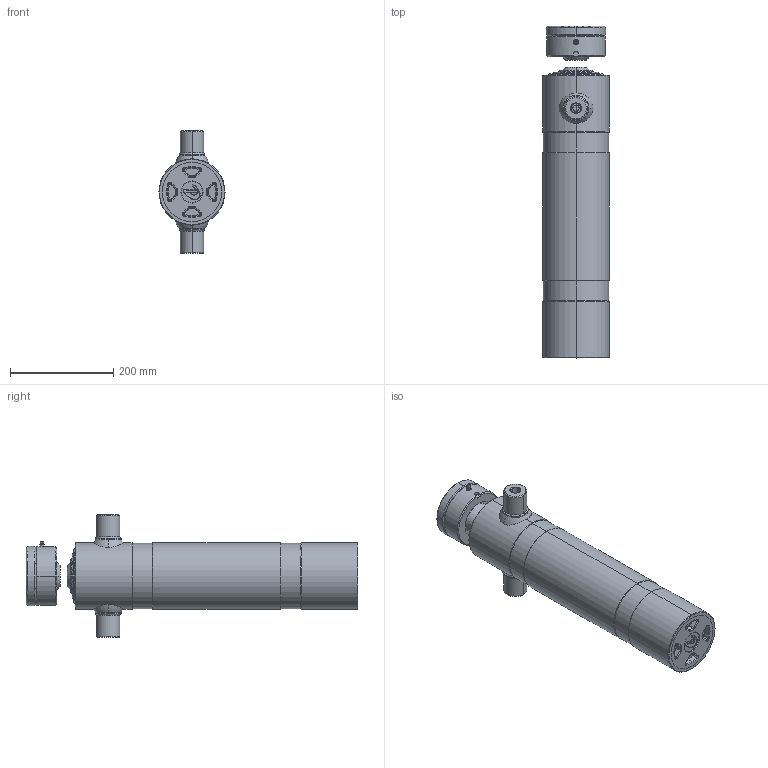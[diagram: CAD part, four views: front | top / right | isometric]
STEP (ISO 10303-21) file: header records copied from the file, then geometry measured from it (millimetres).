
FILE_DESCRIPTION (( 'STEP AP203' ), '1' );
FILE_NAME ('312.HR.STEP', '2023-09-12T12:09:55', ( '' ), ( '' ), 'SwSTEP 2.0', 'SolidWorks 2021', '' );
FILE_SCHEMA (( 'CONFIG_CONTROL_DESIGN' ));
Length unit declared in the file: millimetre
Products named in the file (1): 312.HR
Bounding box: 128 x 642 x 237 mm (x, y, z)
Surface area: 730287.3 mm2 (no closed solid volume)
Topology: 0 solids, 18 shells, 271 faces, 728 edges, 459 vertices
Faces by surface type: cone 77, cylinder 74, torus 69, plane 43, bspline 6, sphere 2
Entity records: 10131 total; most frequent: CARTESIAN_POINT 3250, DIRECTION 1618, ORIENTED_EDGE 1226, EDGE_CURVE 723, AXIS2_PLACEMENT_3D 688, VERTEX_POINT 456, CIRCLE 422, EDGE_LOOP 290
